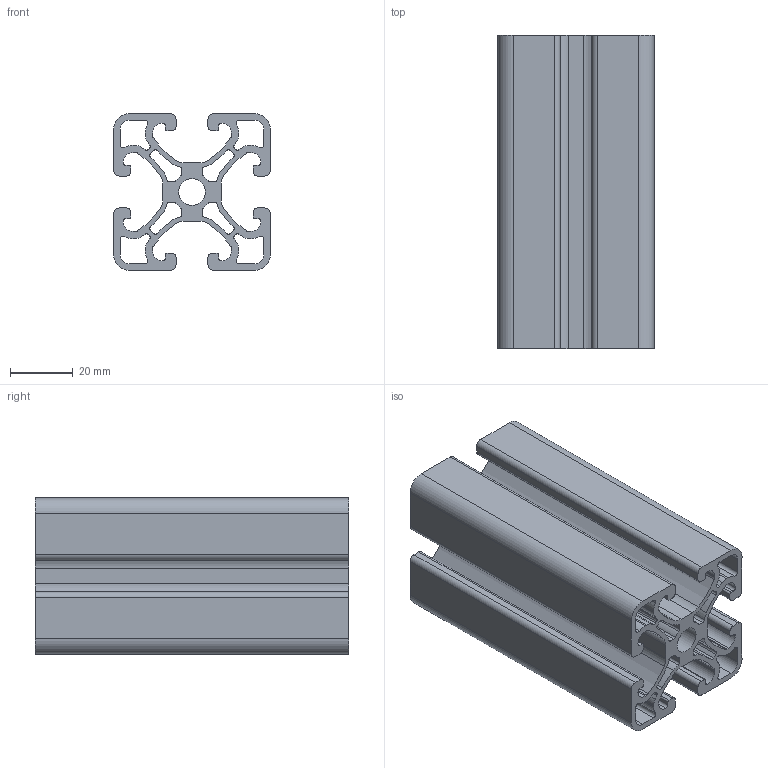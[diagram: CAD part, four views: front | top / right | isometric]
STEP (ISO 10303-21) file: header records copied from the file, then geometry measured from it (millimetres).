
FILE_DESCRIPTION( ( 'Unknown' ), '1' );
FILE_NAME( 'I10-5050E.stp', 'Unknown', ( 'Unknown' ), ( 'Unknown' ), 'XStep 1.0', 'Unknown', ' ' );
FILE_SCHEMA( ( 'automotive_design' ) );
Length unit declared in the file: millimetre
Products named in the file (1): 1
Bounding box: 50 x 100 x 50 mm (x, y, z)
Volume: 87420.6 mm3; surface area: 71912.5 mm2
Topology: 1 solids, 1 shells, 235 faces, 699 edges, 466 vertices
Faces by surface type: cylinder 157, plane 78
Full cylindrical faces by diameter (mm): 8.5 x1
Entity records: 9954 total; most frequent: DIRECTION 1484, CARTESIAN_POINT 1400, ORIENTED_EDGE 1396, EDGE_CURVE 698, AXIS2_PLACEMENT_3D 550, VERTEX_POINT 466, LINE 384, VECTOR 384
